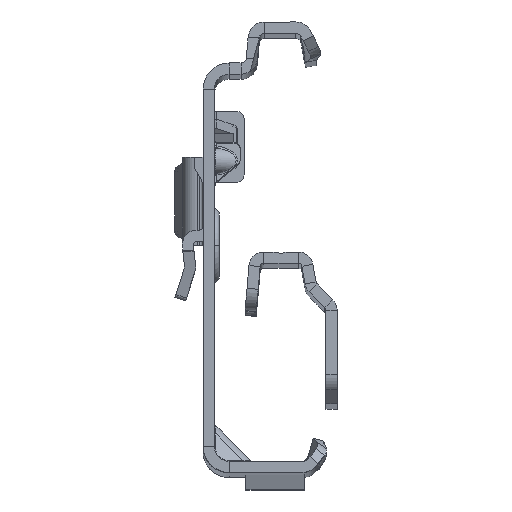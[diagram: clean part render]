
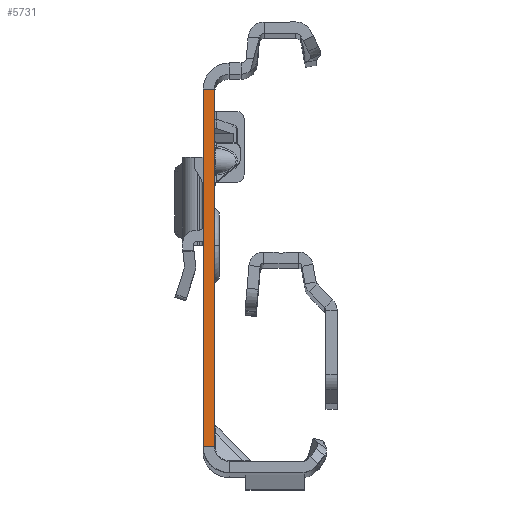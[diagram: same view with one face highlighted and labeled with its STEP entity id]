
A CAD part, top view. The second image highlights one B-rep face of the part: STEP entity #5731.
In plain terms, the highlighted planar face has unit normal (0, 0, 1).
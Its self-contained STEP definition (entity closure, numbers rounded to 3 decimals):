
#31 = CARTESIAN_POINT ( 'NONE',  ( -1.5, -27.865, 0. ) ) ;
#310 = VERTEX_POINT ( 'NONE', #5782 ) ;
#496 = CARTESIAN_POINT ( 'NONE',  ( 0., 22.135, 0. ) ) ;
#632 = CARTESIAN_POINT ( 'NONE',  ( -1.5, -27.865, 0. ) ) ;
#5731 = ADVANCED_FACE ( 'NONE', ( #21107 ), #17157, .T. ) ;
#5782 = CARTESIAN_POINT ( 'NONE',  ( -1.5, 22.135, 0. ) ) ;
#6582 = ORIENTED_EDGE ( 'NONE', *, *, #31893, .F. ) ;
#9687 = CARTESIAN_POINT ( 'NONE',  ( 0., -25.865, 0. ) ) ;
#13622 = VECTOR ( 'NONE', #23041, 1000. ) ;
#14015 = CARTESIAN_POINT ( 'NONE',  ( -1.5, -25.865, 0. ) ) ;
#14357 = DIRECTION ( 'NONE',  ( 0., -1., 0. ) ) ;
#15233 = VERTEX_POINT ( 'NONE', #14015 ) ;
#15750 = VECTOR ( 'NONE', #34675, 1000. ) ;
#17031 = EDGE_CURVE ( 'NONE', #310, #15233, #34810, .T. ) ;
#17157 = PLANE ( 'NONE',  #27473 ) ;
#20192 = ORIENTED_EDGE ( 'NONE', *, *, #17031, .T. ) ;
#21107 = FACE_OUTER_BOUND ( 'NONE', #51625, .T. ) ;
#23041 = DIRECTION ( 'NONE',  ( 0., -1., 0. ) ) ;
#23382 = VECTOR ( 'NONE', #14357, 1000. ) ;
#25903 = EDGE_CURVE ( 'NONE', #33163, #310, #52010, .T. ) ;
#26833 = DIRECTION ( 'NONE',  ( -1., 0., 0. ) ) ;
#27473 = AXIS2_PLACEMENT_3D ( 'NONE', #31, #34209, #34764 ) ;
#28735 = VERTEX_POINT ( 'NONE', #34025 ) ;
#29812 = ORIENTED_EDGE ( 'NONE', *, *, #25903, .T. ) ;
#31893 = EDGE_CURVE ( 'NONE', #28735, #15233, #48051, .T. ) ;
#33163 = VERTEX_POINT ( 'NONE', #34491 ) ;
#34025 = CARTESIAN_POINT ( 'NONE',  ( 0., -25.865, 0. ) ) ;
#34209 = DIRECTION ( 'NONE',  ( 0., 0., 1. ) ) ;
#34491 = CARTESIAN_POINT ( 'NONE',  ( 0., 22.135, 0. ) ) ;
#34675 = DIRECTION ( 'NONE',  ( -1., 0., 0. ) ) ;
#34764 = DIRECTION ( 'NONE',  ( 1., 0., 0. ) ) ;
#34810 = LINE ( 'NONE', #632, #23382 ) ;
#36919 = CARTESIAN_POINT ( 'NONE',  ( 0., -27.865, 0. ) ) ;
#38221 = ORIENTED_EDGE ( 'NONE', *, *, #49976, .F. ) ;
#48051 = LINE ( 'NONE', #9687, #54695 ) ;
#48701 = LINE ( 'NONE', #36919, #13622 ) ;
#49976 = EDGE_CURVE ( 'NONE', #33163, #28735, #48701, .T. ) ;
#51625 = EDGE_LOOP ( 'NONE', ( #38221, #29812, #20192, #6582 ) ) ;
#52010 = LINE ( 'NONE', #496, #15750 ) ;
#54695 = VECTOR ( 'NONE', #26833, 1000. ) ;
